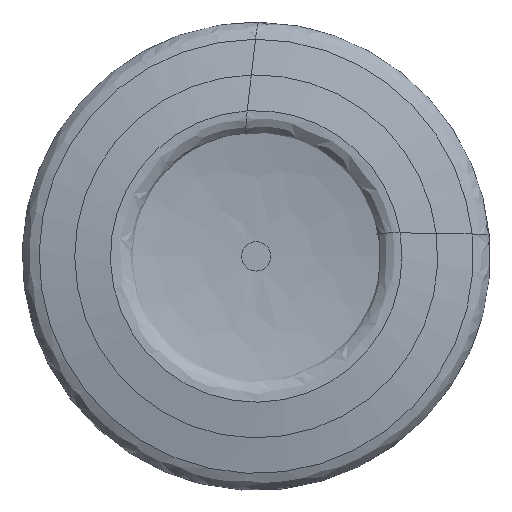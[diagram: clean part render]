
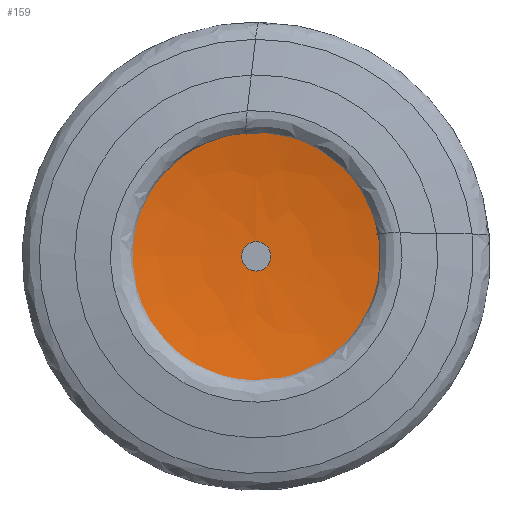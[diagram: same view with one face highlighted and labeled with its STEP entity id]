
A CAD part, left-side view. The second image highlights one B-rep face of the part: STEP entity #159.
In plain terms, the highlighted free-form (B-spline) face has degree [3, 3] with [4, 7] control points.
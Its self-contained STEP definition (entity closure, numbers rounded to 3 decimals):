
#89=FACE_BOUND('',#272,.T.);
#90=FACE_BOUND('',#273,.T.);
#159=ADVANCED_FACE('',(#89,#90),#187,.T.);
#187=(
BOUNDED_SURFACE()
B_SPLINE_SURFACE(3,3,((#1365,#1366,#1367,#1368,#1369,#1370,#1371),(#1372,
#1373,#1374,#1375,#1376,#1377,#1378),(#1379,#1380,#1381,#1382,#1383,#1384,
#1385),(#1386,#1387,#1388,#1389,#1390,#1391,#1392)),.UNSPECIFIED.,.F.,.T.,
 .F.)
B_SPLINE_SURFACE_WITH_KNOTS((4,4),(1,3,3,3,1),(0.,1.),(-0.5,0.,0.5,1.,1.5),
 .UNSPECIFIED.)
GEOMETRIC_REPRESENTATION_ITEM()
RATIONAL_B_SPLINE_SURFACE(((1.,0.333,0.333,1.,0.333,
0.333,1.),(0.997,0.332,0.332,
0.997,0.332,0.332,0.997),
(0.997,0.332,0.332,0.997,
0.332,0.332,0.997),(1.,0.333,
0.333,1.,0.333,0.333,1.)))
REPRESENTATION_ITEM('')
SURFACE()
);
#272=EDGE_LOOP('',(#463));
#273=EDGE_LOOP('',(#464));
#329=CIRCLE('',#682,1.);
#330=CIRCLE('',#684,9.69);
#463=ORIENTED_EDGE('',*,*,#581,.F.);
#464=ORIENTED_EDGE('',*,*,#582,.T.);
#512=VERTEX_POINT('',#1361);
#513=VERTEX_POINT('',#1364);
#581=EDGE_CURVE('',#512,#512,#329,.T.);
#582=EDGE_CURVE('',#513,#513,#330,.T.);
#682=AXIS2_PLACEMENT_3D('',#1360,#838,#839);
#684=AXIS2_PLACEMENT_3D('',#1363,#842,#843);
#838=DIRECTION('',(-1.,0.,0.));
#839=DIRECTION('',(0.,0.,1.));
#842=DIRECTION('',(-1.,0.,0.));
#843=DIRECTION('',(0.,0.,1.));
#1360=CARTESIAN_POINT('',(1.5,0.,0.));
#1361=CARTESIAN_POINT('',(1.5,0.,1.));
#1363=CARTESIAN_POINT('',(0.612,0.,0.));
#1364=CARTESIAN_POINT('',(0.612,0.,9.69));
#1365=CARTESIAN_POINT('',(1.5,0.,1.));
#1366=CARTESIAN_POINT('',(1.5,2.,1.));
#1367=CARTESIAN_POINT('',(1.5,2.,-1.));
#1368=CARTESIAN_POINT('',(1.5,0.,-1.));
#1369=CARTESIAN_POINT('',(1.5,-2.,-1.));
#1370=CARTESIAN_POINT('',(1.5,-2.,1.));
#1371=CARTESIAN_POINT('',(1.5,0.,1.));
#1372=CARTESIAN_POINT('',(1.5,0.,3.922));
#1373=CARTESIAN_POINT('',(1.5,7.844,3.922));
#1374=CARTESIAN_POINT('',(1.5,7.844,-3.922));
#1375=CARTESIAN_POINT('',(1.5,0.,-3.922));
#1376=CARTESIAN_POINT('',(1.5,-7.844,-3.922));
#1377=CARTESIAN_POINT('',(1.5,-7.844,3.922));
#1378=CARTESIAN_POINT('',(1.5,0.,3.922));
#1379=CARTESIAN_POINT('',(1.203,0.,6.829));
#1380=CARTESIAN_POINT('',(1.203,13.657,6.829));
#1381=CARTESIAN_POINT('',(1.203,13.657,-6.829));
#1382=CARTESIAN_POINT('',(1.203,0.,-6.829));
#1383=CARTESIAN_POINT('',(1.203,-13.657,-6.829));
#1384=CARTESIAN_POINT('',(1.203,-13.657,6.829));
#1385=CARTESIAN_POINT('',(1.203,0.,6.829));
#1386=CARTESIAN_POINT('',(0.612,0.,9.69));
#1387=CARTESIAN_POINT('',(0.612,19.38,9.69));
#1388=CARTESIAN_POINT('',(0.612,19.38,-9.69));
#1389=CARTESIAN_POINT('',(0.612,0.,-9.69));
#1390=CARTESIAN_POINT('',(0.612,-19.38,-9.69));
#1391=CARTESIAN_POINT('',(0.612,-19.38,9.69));
#1392=CARTESIAN_POINT('',(0.612,0.,9.69));
